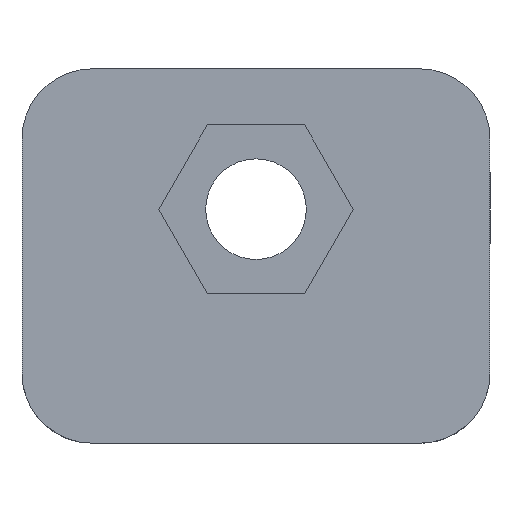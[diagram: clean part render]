
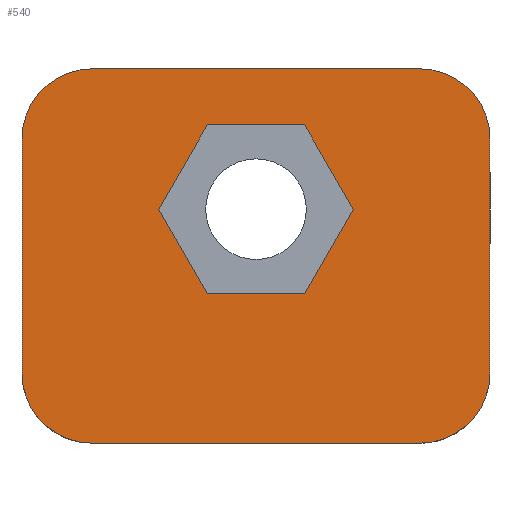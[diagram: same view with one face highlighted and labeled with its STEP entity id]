
A CAD part, front view. The second image highlights one B-rep face of the part: STEP entity #540.
In plain terms, the highlighted planar face has unit normal (0, -1, 0).
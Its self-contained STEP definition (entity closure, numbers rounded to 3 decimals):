
#13 = CARTESIAN_POINT ( 'NONE',  ( 17., 0., -13. ) ) ;
#18 = CARTESIAN_POINT ( 'NONE',  ( 12.078, 0., -2.4 ) ) ;
#27 = DIRECTION ( 'NONE',  ( -1., 0., 0. ) ) ;
#28 = LINE ( 'NONE', #1358, #875 ) ;
#36 = CARTESIAN_POINT ( 'NONE',  ( 8.02, 0., 4.63 ) ) ;
#39 = CARTESIAN_POINT ( 'NONE',  ( 3., 0., 0. ) ) ;
#42 = CARTESIAN_POINT ( 'NONE',  ( 20., 0., -13. ) ) ;
#50 = ORIENTED_EDGE ( 'NONE', *, *, #985, .F. ) ;
#70 = VERTEX_POINT ( 'NONE', #439 ) ;
#97 = VECTOR ( 'NONE', #1013, 1000. ) ;
#101 = VECTOR ( 'NONE', #1493, 1000. ) ;
#121 = CIRCLE ( 'NONE', #1325, 3. ) ;
#138 = DIRECTION ( 'NONE',  ( -0.5, 0., 0.866 ) ) ;
#141 = ORIENTED_EDGE ( 'NONE', *, *, #604, .F. ) ;
#147 = DIRECTION ( 'NONE',  ( 0., 0., -1. ) ) ;
#161 = VERTEX_POINT ( 'NONE', #1299 ) ;
#187 = DIRECTION ( 'NONE',  ( 0., -1., 0. ) ) ;
#195 = CARTESIAN_POINT ( 'NONE',  ( 0., 0., 0. ) ) ;
#196 = VERTEX_POINT ( 'NONE', #18 ) ;
#199 = EDGE_CURVE ( 'NONE', #196, #1502, #1441, .T. ) ;
#217 = ORIENTED_EDGE ( 'NONE', *, *, #882, .F. ) ;
#232 = VECTOR ( 'NONE', #27, 1000. ) ;
#235 = CARTESIAN_POINT ( 'NONE',  ( 6.98, 0., -4.03 ) ) ;
#240 = ORIENTED_EDGE ( 'NONE', *, *, #1058, .F. ) ;
#242 = AXIS2_PLACEMENT_3D ( 'NONE', #891, #538, #147 ) ;
#262 = CARTESIAN_POINT ( 'NONE',  ( 3., 0., -16. ) ) ;
#334 = VERTEX_POINT ( 'NONE', #1354 ) ;
#340 = VECTOR ( 'NONE', #138, 1000. ) ;
#349 = ORIENTED_EDGE ( 'NONE', *, *, #1321, .T. ) ;
#351 = DIRECTION ( 'NONE',  ( 1., 0., 0. ) ) ;
#358 = DIRECTION ( 'NONE',  ( 0., -1., 0. ) ) ;
#372 = DIRECTION ( 'NONE',  ( -0.5, 0., -0.866 ) ) ;
#383 = VECTOR ( 'NONE', #351, 1000. ) ;
#397 = FACE_BOUND ( 'NONE', #637, .T. ) ;
#426 = VERTEX_POINT ( 'NONE', #1114 ) ;
#439 = CARTESIAN_POINT ( 'NONE',  ( 0., 0., -3. ) ) ;
#482 = DIRECTION ( 'NONE',  ( 0., -1., 0. ) ) ;
#483 = AXIS2_PLACEMENT_3D ( 'NONE', #1025, #673, #1259 ) ;
#494 = VERTEX_POINT ( 'NONE', #664 ) ;
#496 = ORIENTED_EDGE ( 'NONE', *, *, #863, .F. ) ;
#504 = LINE ( 'NONE', #1346, #815 ) ;
#507 = LINE ( 'NONE', #235, #722 ) ;
#538 = DIRECTION ( 'NONE',  ( 0., -1., 0. ) ) ;
#540 = ADVANCED_FACE ( 'NONE', ( #397, #1285 ), #907, .T. ) ;
#551 = CARTESIAN_POINT ( 'NONE',  ( 12.078, 0., -9.6 ) ) ;
#579 = VECTOR ( 'NONE', #793, 1000. ) ;
#580 = DIRECTION ( 'NONE',  ( 0.5, 0., 0.866 ) ) ;
#593 = DIRECTION ( 'NONE',  ( 0., 0., -1. ) ) ;
#604 = EDGE_CURVE ( 'NONE', #334, #1096, #1343, .T. ) ;
#615 = CIRCLE ( 'NONE', #910, 3. ) ;
#619 = ORIENTED_EDGE ( 'NONE', *, *, #755, .T. ) ;
#637 = EDGE_LOOP ( 'NONE', ( #904, #822, #496, #764, #141, #240 ) ) ;
#642 = CARTESIAN_POINT ( 'NONE',  ( 1.784, 0., 1.03 ) ) ;
#650 = EDGE_CURVE ( 'NONE', #1096, #1186, #1101, .T. ) ;
#664 = CARTESIAN_POINT ( 'NONE',  ( 20., 0., -3. ) ) ;
#666 = CARTESIAN_POINT ( 'NONE',  ( 14.157, 0., -6. ) ) ;
#673 = DIRECTION ( 'NONE',  ( 0., -1., 0. ) ) ;
#685 = LINE ( 'NONE', #1048, #383 ) ;
#702 = LINE ( 'NONE', #827, #101 ) ;
#722 = VECTOR ( 'NONE', #372, 1000. ) ;
#755 = EDGE_CURVE ( 'NONE', #1094, #1486, #615, .T. ) ;
#764 = ORIENTED_EDGE ( 'NONE', *, *, #650, .F. ) ;
#793 = DIRECTION ( 'NONE',  ( 1., 0., 0. ) ) ;
#800 = CARTESIAN_POINT ( 'NONE',  ( 0., 0., -9.6 ) ) ;
#805 = ORIENTED_EDGE ( 'NONE', *, *, #1231, .F. ) ;
#807 = VERTEX_POINT ( 'NONE', #42 ) ;
#809 = CARTESIAN_POINT ( 'NONE',  ( 17., 0., -16. ) ) ;
#815 = VECTOR ( 'NONE', #850, 1000. ) ;
#822 = ORIENTED_EDGE ( 'NONE', *, *, #199, .F. ) ;
#827 = CARTESIAN_POINT ( 'NONE',  ( 20., 0., 0. ) ) ;
#850 = DIRECTION ( 'NONE',  ( -1., 0., 0. ) ) ;
#863 = EDGE_CURVE ( 'NONE', #1186, #196, #1210, .T. ) ;
#866 = VERTEX_POINT ( 'NONE', #39 ) ;
#875 = VECTOR ( 'NONE', #1237, 1000. ) ;
#882 = EDGE_CURVE ( 'NONE', #1202, #1486, #504, .T. ) ;
#891 = CARTESIAN_POINT ( 'NONE',  ( 3., 0., -3. ) ) ;
#904 = ORIENTED_EDGE ( 'NONE', *, *, #1302, .F. ) ;
#907 = PLANE ( 'NONE',  #1019 ) ;
#910 = AXIS2_PLACEMENT_3D ( 'NONE', #1182, #482, #963 ) ;
#963 = DIRECTION ( 'NONE',  ( 0., 0., -1. ) ) ;
#972 = CIRCLE ( 'NONE', #242, 3. ) ;
#985 = EDGE_CURVE ( 'NONE', #1094, #70, #28, .T. ) ;
#1013 = DIRECTION ( 'NONE',  ( 0.5, 0., -0.866 ) ) ;
#1019 = AXIS2_PLACEMENT_3D ( 'NONE', #195, #187, #1022 ) ;
#1022 = DIRECTION ( 'NONE',  ( 0., 0., -1. ) ) ;
#1025 = CARTESIAN_POINT ( 'NONE',  ( 17., 0., -3. ) ) ;
#1048 = CARTESIAN_POINT ( 'NONE',  ( 0., 0., 0. ) ) ;
#1058 = EDGE_CURVE ( 'NONE', #161, #334, #1245, .T. ) ;
#1094 = VERTEX_POINT ( 'NONE', #1399 ) ;
#1096 = VERTEX_POINT ( 'NONE', #551 ) ;
#1101 = LINE ( 'NONE', #1533, #1324 ) ;
#1105 = ORIENTED_EDGE ( 'NONE', *, *, #1436, .T. ) ;
#1114 = CARTESIAN_POINT ( 'NONE',  ( 17., 0., 0. ) ) ;
#1134 = EDGE_CURVE ( 'NONE', #494, #426, #1534, .T. ) ;
#1182 = CARTESIAN_POINT ( 'NONE',  ( 3., 0., -13. ) ) ;
#1185 = CARTESIAN_POINT ( 'NONE',  ( 0., 0., -2.4 ) ) ;
#1186 = VERTEX_POINT ( 'NONE', #666 ) ;
#1202 = VERTEX_POINT ( 'NONE', #809 ) ;
#1210 = LINE ( 'NONE', #36, #340 ) ;
#1231 = EDGE_CURVE ( 'NONE', #866, #426, #685, .T. ) ;
#1235 = CARTESIAN_POINT ( 'NONE',  ( 7.922, 0., -2.4 ) ) ;
#1237 = DIRECTION ( 'NONE',  ( 0., 0., 1. ) ) ;
#1245 = LINE ( 'NONE', #642, #97 ) ;
#1251 = ORIENTED_EDGE ( 'NONE', *, *, #1134, .T. ) ;
#1259 = DIRECTION ( 'NONE',  ( 0., 0., -1. ) ) ;
#1285 = FACE_OUTER_BOUND ( 'NONE', #1290, .T. ) ;
#1290 = EDGE_LOOP ( 'NONE', ( #50, #619, #217, #349, #1296, #1251, #805, #1105 ) ) ;
#1296 = ORIENTED_EDGE ( 'NONE', *, *, #1456, .F. ) ;
#1299 = CARTESIAN_POINT ( 'NONE',  ( 5.843, 0., -6. ) ) ;
#1302 = EDGE_CURVE ( 'NONE', #1502, #161, #507, .T. ) ;
#1321 = EDGE_CURVE ( 'NONE', #1202, #807, #121, .T. ) ;
#1324 = VECTOR ( 'NONE', #580, 1000. ) ;
#1325 = AXIS2_PLACEMENT_3D ( 'NONE', #13, #358, #593 ) ;
#1343 = LINE ( 'NONE', #800, #579 ) ;
#1346 = CARTESIAN_POINT ( 'NONE',  ( 0., 0., -16. ) ) ;
#1354 = CARTESIAN_POINT ( 'NONE',  ( 7.922, 0., -9.6 ) ) ;
#1358 = CARTESIAN_POINT ( 'NONE',  ( 0., 0., 0. ) ) ;
#1399 = CARTESIAN_POINT ( 'NONE',  ( 0., 0., -13. ) ) ;
#1436 = EDGE_CURVE ( 'NONE', #866, #70, #972, .T. ) ;
#1441 = LINE ( 'NONE', #1185, #232 ) ;
#1456 = EDGE_CURVE ( 'NONE', #494, #807, #702, .T. ) ;
#1486 = VERTEX_POINT ( 'NONE', #262 ) ;
#1493 = DIRECTION ( 'NONE',  ( 0., 0., -1. ) ) ;
#1502 = VERTEX_POINT ( 'NONE', #1235 ) ;
#1533 = CARTESIAN_POINT ( 'NONE',  ( 13.216, 0., -7.63 ) ) ;
#1534 = CIRCLE ( 'NONE', #483, 3. ) ;
